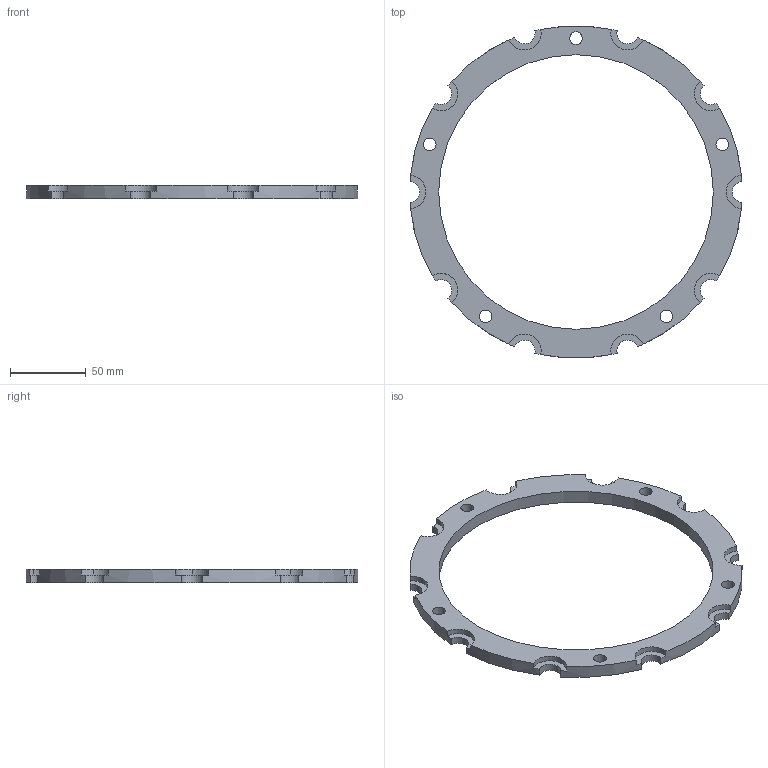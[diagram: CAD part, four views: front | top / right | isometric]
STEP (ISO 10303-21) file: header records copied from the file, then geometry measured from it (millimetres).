
FILE_DESCRIPTION (( 'STEP AP214' ), '1' );
FILE_NAME ('Frete_Disque_V20.STEP', '2023-01-30T22:22:33', ( '' ), ( '' ), 'SwSTEP 2.0', 'SolidWorks 2021', '' );
FILE_SCHEMA (( 'AUTOMOTIVE_DESIGN' ));
Length unit declared in the file: millimetre
Products named in the file (1): Frete_Disque_V20
Bounding box: 218.66 x 218.54 x 8.7 mm (x, y, z)
Volume: 91675.2 mm3; surface area: 34803 mm2
Topology: 1 solids, 1 shells, 64 faces, 186 edges, 124 vertices
Faces by surface type: cylinder 52, plane 12
Entity records: 2252 total; most frequent: DIRECTION 440, CARTESIAN_POINT 375, ORIENTED_EDGE 372, AXIS2_PLACEMENT_3D 189, EDGE_CURVE 186, CIRCLE 124, VERTEX_POINT 124, EDGE_LOOP 76
